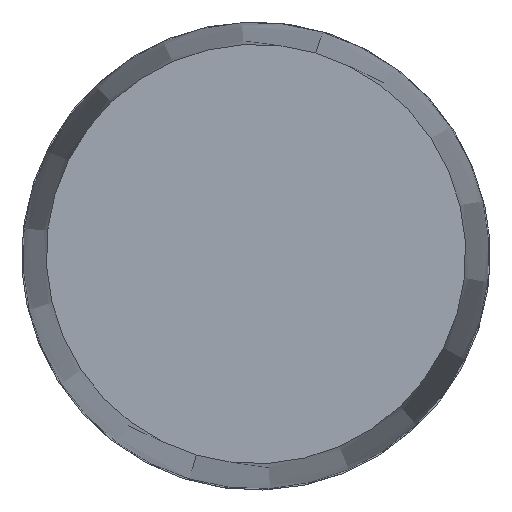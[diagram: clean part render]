
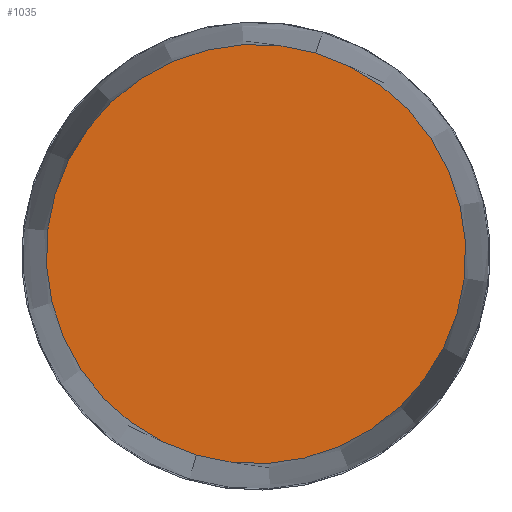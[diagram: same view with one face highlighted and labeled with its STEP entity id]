
A CAD part, top view. The second image highlights one B-rep face of the part: STEP entity #1035.
In plain terms, the highlighted planar face has unit normal (0, 0, 1).
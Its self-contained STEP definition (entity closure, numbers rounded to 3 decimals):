
#995=AXIS2_PLACEMENT_3D('Circle Axis2P3D',#993,#994,$) ;
#1015=AXIS2_PLACEMENT_3D('Circle Axis2P3D',#1013,#1014,$) ;
#1029=AXIS2_PLACEMENT_3D('Plane Axis2P3D',#1026,#1027,#1028) ;
#990=CARTESIAN_POINT('Vertex',(22.924,33.947,117.945)) ;
#993=CARTESIAN_POINT('Axis2P3D Location',(18.263,18.263,117.945)) ;
#997=CARTESIAN_POINT('Vertex',(13.601,2.578,117.945)) ;
#1013=CARTESIAN_POINT('Axis2P3D Location',(18.263,18.263,117.945)) ;
#1026=CARTESIAN_POINT('Axis2P3D Location',(11.207,16.027,117.945)) ;
#994=DIRECTION('Axis2P3D Direction',(0.,0.,-1.)) ;
#1014=DIRECTION('Axis2P3D Direction',(0.,0.,-1.)) ;
#1027=DIRECTION('Axis2P3D Direction',(0.,0.,1.)) ;
#1028=DIRECTION('Axis2P3D XDirection',(-0.302,0.953,0.)) ;
#1032=ORIENTED_EDGE('',*,*,#999,.F.) ;
#1033=ORIENTED_EDGE('',*,*,#1017,.F.) ;
#1035=ADVANCED_FACE('ANTENNE_2',(#1034),#1030,.T.) ;
#996=CIRCLE('generated circle',#995,16.363) ;
#1016=CIRCLE('generated circle',#1015,16.363) ;
#999=EDGE_CURVE('',#991,#998,#996,.T.) ;
#1017=EDGE_CURVE('',#998,#991,#1016,.T.) ;
#1031=EDGE_LOOP('',(#1032,#1033)) ;
#1034=FACE_OUTER_BOUND('',#1031,.T.) ;
#1030=PLANE('',#1029) ;
#991=VERTEX_POINT('',#990) ;
#998=VERTEX_POINT('',#997) ;
